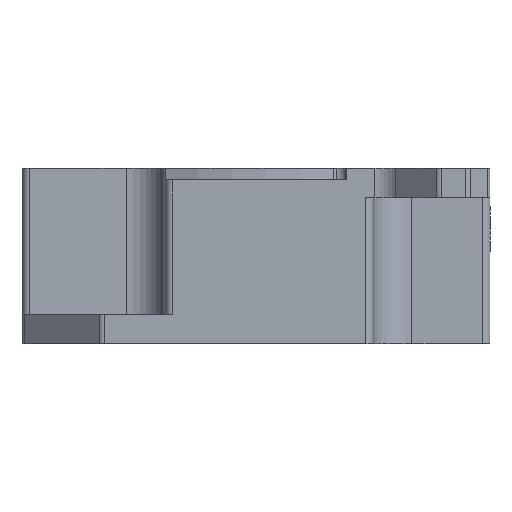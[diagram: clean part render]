
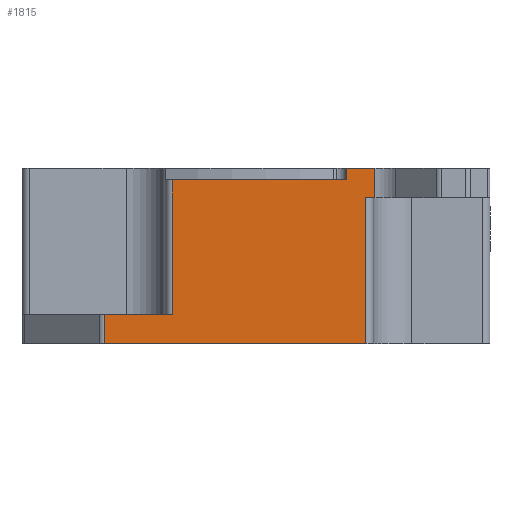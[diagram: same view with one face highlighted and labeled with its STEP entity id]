
A CAD part, left-side view. The second image highlights one B-rep face of the part: STEP entity #1815.
In plain terms, the highlighted planar face has unit normal (-1, 0, 0).
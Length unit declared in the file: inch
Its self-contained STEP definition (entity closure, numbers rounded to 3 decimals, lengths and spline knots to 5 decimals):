
#18 = LINE ( 'NONE', #2324, #2554 ) ;
#80 = DIRECTION ( 'NONE',  ( 0., 0., -1. ) ) ;
#173 = VECTOR ( 'NONE', #1630, 39.37008 ) ;
#180 = ORIENTED_EDGE ( 'NONE', *, *, #2360, .F. ) ;
#293 = EDGE_CURVE ( 'NONE', #1298, #975, #896, .T. ) ;
#326 = VERTEX_POINT ( 'NONE', #954 ) ;
#339 = EDGE_CURVE ( 'NONE', #3161, #3426, #2982, .T. ) ;
#363 = CARTESIAN_POINT ( 'NONE',  ( -1., 0., -0.25 ) ) ;
#378 = DIRECTION ( 'NONE',  ( 1., 0., 0. ) ) ;
#394 = EDGE_CURVE ( 'NONE', #326, #2784, #3619, .T. ) ;
#450 = VECTOR ( 'NONE', #80, 39.37008 ) ;
#471 = VERTEX_POINT ( 'NONE', #1610 ) ;
#700 = EDGE_LOOP ( 'NONE', ( #180, #1847, #1163, #1684, #2134, #3630, #3119, #2016, #3353, #895 ) ) ;
#717 = DIRECTION ( 'NONE',  ( 0., -1., 0. ) ) ;
#772 = FACE_OUTER_BOUND ( 'NONE', #700, .T. ) ;
#895 = ORIENTED_EDGE ( 'NONE', *, *, #4151, .F. ) ;
#896 = LINE ( 'NONE', #2822, #3340 ) ;
#954 = CARTESIAN_POINT ( 'NONE',  ( -1., -0.385, 0.375 ) ) ;
#975 = VERTEX_POINT ( 'NONE', #2054 ) ;
#1000 = CARTESIAN_POINT ( 'NONE',  ( -1., 0.64706, -0.375 ) ) ;
#1151 = EDGE_CURVE ( 'NONE', #975, #326, #3771, .T. ) ;
#1163 = ORIENTED_EDGE ( 'NONE', *, *, #4185, .F. ) ;
#1171 = DIRECTION ( 'NONE',  ( 0., 0., 1. ) ) ;
#1192 = LINE ( 'NONE', #3819, #1905 ) ;
#1298 = VERTEX_POINT ( 'NONE', #2605 ) ;
#1610 = CARTESIAN_POINT ( 'NONE',  ( -1., 0.35737, -0.25 ) ) ;
#1628 = VECTOR ( 'NONE', #2810, 39.37008 ) ;
#1630 = DIRECTION ( 'NONE',  ( 0., 1., 0. ) ) ;
#1632 = AXIS2_PLACEMENT_3D ( 'NONE', #3335, #378, #3358 ) ;
#1684 = ORIENTED_EDGE ( 'NONE', *, *, #339, .F. ) ;
#1741 = LINE ( 'NONE', #3094, #450 ) ;
#1794 = CARTESIAN_POINT ( 'NONE',  ( -1., -0.385, 0.375 ) ) ;
#1815 = ADVANCED_FACE ( 'NONE', ( #772 ), #4076, .F. ) ;
#1847 = ORIENTED_EDGE ( 'NONE', *, *, #3191, .T. ) ;
#1905 = VECTOR ( 'NONE', #1171, 39.37008 ) ;
#1933 = CARTESIAN_POINT ( 'NONE',  ( -1., 0., 0.375 ) ) ;
#1934 = DIRECTION ( 'NONE',  ( 0., -1., 0. ) ) ;
#2006 = DIRECTION ( 'NONE',  ( 0., 0., -1. ) ) ;
#2016 = ORIENTED_EDGE ( 'NONE', *, *, #293, .F. ) ;
#2054 = CARTESIAN_POINT ( 'NONE',  ( -1., -0.385, 0.325 ) ) ;
#2082 = VERTEX_POINT ( 'NONE', #1000 ) ;
#2084 = VECTOR ( 'NONE', #717, 39.37008 ) ;
#2134 = ORIENTED_EDGE ( 'NONE', *, *, #3095, .F. ) ;
#2213 = VECTOR ( 'NONE', #3028, 39.37008 ) ;
#2324 = CARTESIAN_POINT ( 'NONE',  ( -1., -0.46875, 0.375 ) ) ;
#2336 = LINE ( 'NONE', #3942, #2213 ) ;
#2360 = EDGE_CURVE ( 'NONE', #2082, #3031, #1192, .T. ) ;
#2400 = CARTESIAN_POINT ( 'NONE',  ( -1., -0.46875, 0.25 ) ) ;
#2553 = CARTESIAN_POINT ( 'NONE',  ( -1., -0.50851, 0.25 ) ) ;
#2554 = VECTOR ( 'NONE', #2006, 39.37008 ) ;
#2592 = VECTOR ( 'NONE', #3865, 39.37008 ) ;
#2605 = CARTESIAN_POINT ( 'NONE',  ( -1., 0.35737, 0.325 ) ) ;
#2744 = LINE ( 'NONE', #363, #2084 ) ;
#2784 = VERTEX_POINT ( 'NONE', #4244 ) ;
#2810 = DIRECTION ( 'NONE',  ( 0., 0., 1. ) ) ;
#2822 = CARTESIAN_POINT ( 'NONE',  ( -1., 0., 0.325 ) ) ;
#2844 = CARTESIAN_POINT ( 'NONE',  ( -1., 0., -0.375 ) ) ;
#2982 = LINE ( 'NONE', #3922, #173 ) ;
#3028 = DIRECTION ( 'NONE',  ( 0., 0., 1. ) ) ;
#3031 = VERTEX_POINT ( 'NONE', #4087 ) ;
#3094 = CARTESIAN_POINT ( 'NONE',  ( -1., -0.50851, 0.375 ) ) ;
#3095 = EDGE_CURVE ( 'NONE', #2784, #3161, #1741, .T. ) ;
#3119 = ORIENTED_EDGE ( 'NONE', *, *, #1151, .F. ) ;
#3136 = VECTOR ( 'NONE', #1934, 39.37008 ) ;
#3161 = VERTEX_POINT ( 'NONE', #2553 ) ;
#3191 = EDGE_CURVE ( 'NONE', #2082, #3840, #3219, .T. ) ;
#3219 = LINE ( 'NONE', #2844, #3136 ) ;
#3303 = EDGE_CURVE ( 'NONE', #471, #1298, #2336, .T. ) ;
#3335 = CARTESIAN_POINT ( 'NONE',  ( -1., 0., 0.375 ) ) ;
#3340 = VECTOR ( 'NONE', #3522, 39.37008 ) ;
#3353 = ORIENTED_EDGE ( 'NONE', *, *, #3303, .F. ) ;
#3358 = DIRECTION ( 'NONE',  ( 0., 1., 0. ) ) ;
#3426 = VERTEX_POINT ( 'NONE', #2400 ) ;
#3522 = DIRECTION ( 'NONE',  ( 0., -1., 0. ) ) ;
#3619 = LINE ( 'NONE', #1933, #2592 ) ;
#3630 = ORIENTED_EDGE ( 'NONE', *, *, #394, .F. ) ;
#3702 = CARTESIAN_POINT ( 'NONE',  ( -1., -0.46875, -0.375 ) ) ;
#3771 = LINE ( 'NONE', #1794, #1628 ) ;
#3819 = CARTESIAN_POINT ( 'NONE',  ( -1., 0.64706, 0.375 ) ) ;
#3840 = VERTEX_POINT ( 'NONE', #3702 ) ;
#3865 = DIRECTION ( 'NONE',  ( 0., -1., 0. ) ) ;
#3922 = CARTESIAN_POINT ( 'NONE',  ( -1., 0., 0.25 ) ) ;
#3942 = CARTESIAN_POINT ( 'NONE',  ( -1., 0.35737, 0.375 ) ) ;
#4076 = PLANE ( 'NONE',  #1632 ) ;
#4087 = CARTESIAN_POINT ( 'NONE',  ( -1., 0.64706, -0.25 ) ) ;
#4151 = EDGE_CURVE ( 'NONE', #3031, #471, #2744, .T. ) ;
#4185 = EDGE_CURVE ( 'NONE', #3426, #3840, #18, .T. ) ;
#4244 = CARTESIAN_POINT ( 'NONE',  ( -1., -0.50851, 0.375 ) ) ;
